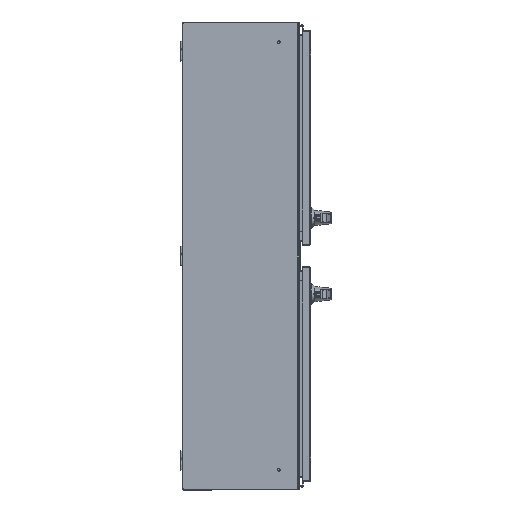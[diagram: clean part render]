
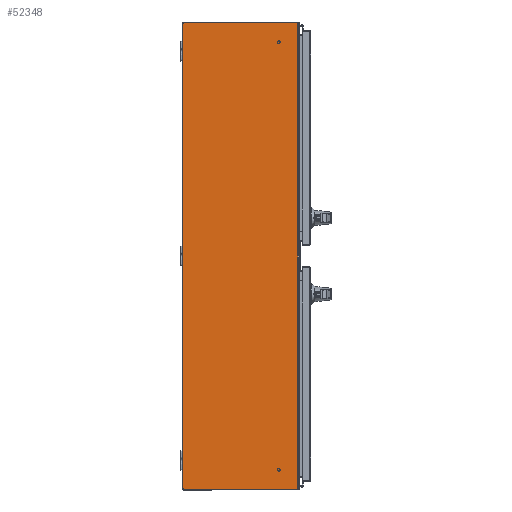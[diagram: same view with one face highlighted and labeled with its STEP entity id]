
A CAD part, front view. The second image highlights one B-rep face of the part: STEP entity #52348.
In plain terms, the highlighted face is planar.
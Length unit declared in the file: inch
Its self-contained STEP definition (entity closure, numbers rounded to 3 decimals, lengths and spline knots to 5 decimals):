
#8331 = LINE ( 'NONE', #93901, #158783 ) ;
#11380 = ORIENTED_EDGE ( 'NONE', *, *, #35246, .T. ) ;
#12275 = PLANE ( 'NONE',  #96170 ) ;
#12299 = CARTESIAN_POINT ( 'NONE',  ( 23.905, -11.905, -24. ) ) ;
#22066 = DIRECTION ( 'NONE',  ( 1., 0., 0. ) ) ;
#25112 = DIRECTION ( 'NONE',  ( 0., 0., -1. ) ) ;
#35246 = EDGE_CURVE ( 'NONE', #101608, #139564, #96304, .T. ) ;
#35292 = CARTESIAN_POINT ( 'NONE',  ( 23.905, -11.762, -24. ) ) ;
#37317 = LINE ( 'NONE', #49996, #169152 ) ;
#40349 = CARTESIAN_POINT ( 'NONE',  ( -23.905, -11.762, -24. ) ) ;
#46303 = ORIENTED_EDGE ( 'NONE', *, *, #88967, .T. ) ;
#49996 = CARTESIAN_POINT ( 'NONE',  ( 23.905, -11.762, -24. ) ) ;
#51535 = DIRECTION ( 'NONE',  ( -1., 0., 0. ) ) ;
#52348 = ADVANCED_FACE ( 'NONE', ( #134976 ), #12275, .T. ) ;
#56653 = EDGE_CURVE ( 'NONE', #139564, #116289, #84398, .T. ) ;
#67856 = VECTOR ( 'NONE', #77488, 39.37008 ) ;
#77488 = DIRECTION ( 'NONE',  ( 0., -1., 0. ) ) ;
#80533 = VERTEX_POINT ( 'NONE', #40349 ) ;
#84398 = LINE ( 'NONE', #12299, #67856 ) ;
#88005 = DIRECTION ( 'NONE',  ( -1., 0., 0. ) ) ;
#88967 = EDGE_CURVE ( 'NONE', #116289, #80533, #37317, .T. ) ;
#90694 = CARTESIAN_POINT ( 'NONE',  ( 23.905, -11.905, -24. ) ) ;
#93901 = CARTESIAN_POINT ( 'NONE',  ( -23.905, -11.905, -24. ) ) ;
#96170 = AXIS2_PLACEMENT_3D ( 'NONE', #90694, #25112, #51535 ) ;
#96304 = LINE ( 'NONE', #153266, #112257 ) ;
#101608 = VERTEX_POINT ( 'NONE', #164360 ) ;
#107640 = DIRECTION ( 'NONE',  ( 0., 1., 0. ) ) ;
#109966 = EDGE_LOOP ( 'NONE', ( #135541, #11380, #110752, #46303 ) ) ;
#110752 = ORIENTED_EDGE ( 'NONE', *, *, #56653, .T. ) ;
#112257 = VECTOR ( 'NONE', #22066, 39.37008 ) ;
#116289 = VERTEX_POINT ( 'NONE', #35292 ) ;
#122451 = EDGE_CURVE ( 'NONE', #80533, #101608, #8331, .T. ) ;
#134976 = FACE_OUTER_BOUND ( 'NONE', #109966, .T. ) ;
#135541 = ORIENTED_EDGE ( 'NONE', *, *, #122451, .T. ) ;
#139564 = VERTEX_POINT ( 'NONE', #150649 ) ;
#150649 = CARTESIAN_POINT ( 'NONE',  ( 23.905, 0., -24. ) ) ;
#153266 = CARTESIAN_POINT ( 'NONE',  ( 23.905, 0., -24. ) ) ;
#158783 = VECTOR ( 'NONE', #107640, 39.37008 ) ;
#164360 = CARTESIAN_POINT ( 'NONE',  ( -23.905, 0., -24. ) ) ;
#169152 = VECTOR ( 'NONE', #88005, 39.37008 ) ;
